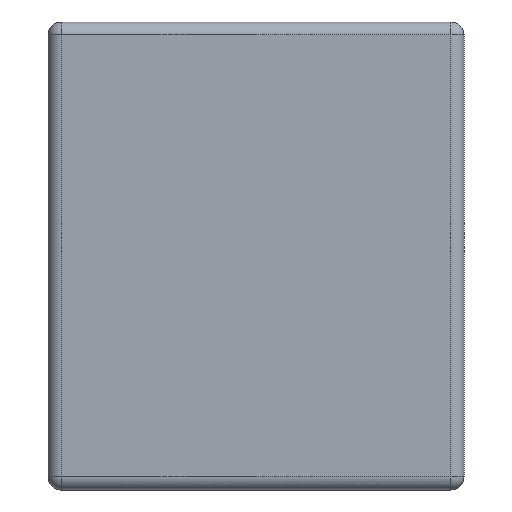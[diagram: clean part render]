
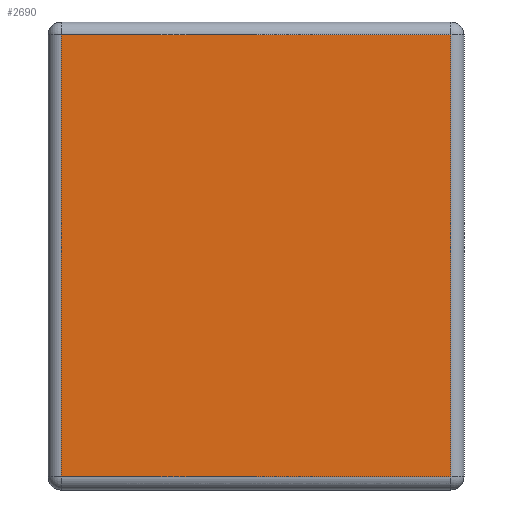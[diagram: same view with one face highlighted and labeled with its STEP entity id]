
A CAD part, left-side view. The second image highlights one B-rep face of the part: STEP entity #2690.
In plain terms, the highlighted planar face has unit normal (-1, 0, 0).
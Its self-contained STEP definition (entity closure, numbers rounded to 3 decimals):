
#64 = VERTEX_POINT ( 'NONE', #1312 ) ;
#91 = DIRECTION ( 'NONE',  ( 0., 1., 0. ) ) ;
#254 = CARTESIAN_POINT ( 'NONE',  ( -0.8, -0.375, 0.9 ) ) ;
#272 = CARTESIAN_POINT ( 'NONE',  ( -0.8, -0.375, 0.875 ) ) ;
#302 = LINE ( 'NONE', #254, #535 ) ;
#322 = PLANE ( 'NONE',  #2072 ) ;
#344 = DIRECTION ( 'NONE',  ( 0., 0., 1. ) ) ;
#352 = EDGE_CURVE ( 'NONE', #1606, #64, #2411, .T. ) ;
#535 = VECTOR ( 'NONE', #2824, 1000. ) ;
#580 = CARTESIAN_POINT ( 'NONE',  ( -0.8, 0.375, 0.875 ) ) ;
#670 = CARTESIAN_POINT ( 'NONE',  ( -0.8, 0., 0.9 ) ) ;
#689 = CARTESIAN_POINT ( 'NONE',  ( -0.8, -0.4, 0.025 ) ) ;
#890 = VECTOR ( 'NONE', #3072, 1000. ) ;
#1125 = VECTOR ( 'NONE', #91, 1000. ) ;
#1283 = ORIENTED_EDGE ( 'NONE', *, *, #352, .T. ) ;
#1312 = CARTESIAN_POINT ( 'NONE',  ( -0.8, -0.375, 0.025 ) ) ;
#1486 = EDGE_CURVE ( 'NONE', #3183, #1606, #1945, .T. ) ;
#1491 = FACE_OUTER_BOUND ( 'NONE', #2646, .T. ) ;
#1549 = CARTESIAN_POINT ( 'NONE',  ( -0.8, 0., 0.875 ) ) ;
#1581 = DIRECTION ( 'NONE',  ( 0., -1., 0. ) ) ;
#1606 = VERTEX_POINT ( 'NONE', #3399 ) ;
#1773 = DIRECTION ( 'NONE',  ( -1., 0., 0. ) ) ;
#1837 = ORIENTED_EDGE ( 'NONE', *, *, #1486, .T. ) ;
#1945 = LINE ( 'NONE', #2185, #890 ) ;
#1974 = VERTEX_POINT ( 'NONE', #272 ) ;
#2059 = VECTOR ( 'NONE', #1581, 1000. ) ;
#2072 = AXIS2_PLACEMENT_3D ( 'NONE', #670, #1773, #344 ) ;
#2103 = ORIENTED_EDGE ( 'NONE', *, *, #3333, .T. ) ;
#2185 = CARTESIAN_POINT ( 'NONE',  ( -0.8, 0.375, 0. ) ) ;
#2289 = EDGE_CURVE ( 'NONE', #64, #1974, #302, .T. ) ;
#2411 = LINE ( 'NONE', #689, #2059 ) ;
#2570 = ORIENTED_EDGE ( 'NONE', *, *, #2289, .T. ) ;
#2646 = EDGE_LOOP ( 'NONE', ( #2103, #1837, #1283, #2570 ) ) ;
#2690 = ADVANCED_FACE ( 'NONE', ( #1491 ), #322, .T. ) ;
#2824 = DIRECTION ( 'NONE',  ( 0., 0., 1. ) ) ;
#3072 = DIRECTION ( 'NONE',  ( 0., 0., -1. ) ) ;
#3183 = VERTEX_POINT ( 'NONE', #580 ) ;
#3333 = EDGE_CURVE ( 'NONE', #1974, #3183, #3475, .T. ) ;
#3399 = CARTESIAN_POINT ( 'NONE',  ( -0.8, 0.375, 0.025 ) ) ;
#3475 = LINE ( 'NONE', #1549, #1125 ) ;
